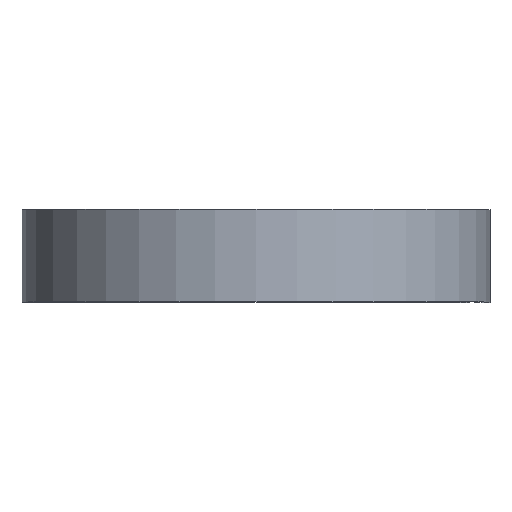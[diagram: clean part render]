
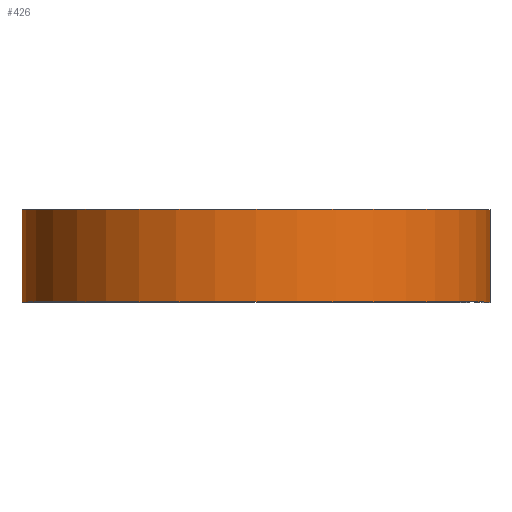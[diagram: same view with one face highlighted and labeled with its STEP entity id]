
A CAD part, top view. The second image highlights one B-rep face of the part: STEP entity #426.
In plain terms, the highlighted cylindrical face has radius 32.169 mm (diameter 64.338 mm), a partial arc.
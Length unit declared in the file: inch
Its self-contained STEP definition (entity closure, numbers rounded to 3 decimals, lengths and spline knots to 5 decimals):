
#43 = DIRECTION ( 'NONE',  ( 0., 1., 0. ) ) ;
#61 = LINE ( 'NONE', #135, #87 ) ;
#87 = VECTOR ( 'NONE', #408, 39.37008 ) ;
#96 = AXIS2_PLACEMENT_3D ( 'NONE', #153, #148, #204 ) ;
#113 = DIRECTION ( 'NONE',  ( 0., -1., 0. ) ) ;
#128 = CARTESIAN_POINT ( 'NONE',  ( 0., 0.25, -1.2665 ) ) ;
#135 = CARTESIAN_POINT ( 'NONE',  ( 1.2665, 0.25, 0. ) ) ;
#148 = DIRECTION ( 'NONE',  ( 0., 1., 0. ) ) ;
#153 = CARTESIAN_POINT ( 'NONE',  ( 0., 0.25, 0. ) ) ;
#182 = ORIENTED_EDGE ( 'NONE', *, *, #469, .T. ) ;
#204 = DIRECTION ( 'NONE',  ( 1., 0., 0. ) ) ;
#217 = CARTESIAN_POINT ( 'NONE',  ( 0., -0.25, 0. ) ) ;
#227 = CARTESIAN_POINT ( 'NONE',  ( 1.2665, 0.25, 0. ) ) ;
#279 = EDGE_CURVE ( 'NONE', #283, #604, #61, .T. ) ;
#283 = VERTEX_POINT ( 'NONE', #227 ) ;
#287 = CARTESIAN_POINT ( 'NONE',  ( 0., -0.25, -1.2665 ) ) ;
#317 = DIRECTION ( 'NONE',  ( 1., 0., 0. ) ) ;
#341 = AXIS2_PLACEMENT_3D ( 'NONE', #217, #43, #317 ) ;
#348 = VERTEX_POINT ( 'NONE', #287 ) ;
#349 = CARTESIAN_POINT ( 'NONE',  ( 0., 0.25, 0. ) ) ;
#393 = CARTESIAN_POINT ( 'NONE',  ( 0., 0.25, -1.2665 ) ) ;
#396 = DIRECTION ( 'NONE',  ( 0., -1., 0. ) ) ;
#408 = DIRECTION ( 'NONE',  ( 0., -1., 0. ) ) ;
#418 = VERTEX_POINT ( 'NONE', #393 ) ;
#426 = ADVANCED_FACE ( 'NONE', ( #632 ), #515, .T. ) ;
#444 = DIRECTION ( 'NONE',  ( 0., 0., -1. ) ) ;
#469 = EDGE_CURVE ( 'NONE', #418, #348, #517, .T. ) ;
#479 = EDGE_LOOP ( 'NONE', ( #543, #491, #728, #182 ) ) ;
#481 = CIRCLE ( 'NONE', #96, 1.2665 ) ;
#491 = ORIENTED_EDGE ( 'NONE', *, *, #279, .F. ) ;
#512 = AXIS2_PLACEMENT_3D ( 'NONE', #349, #396, #444 ) ;
#515 = CYLINDRICAL_SURFACE ( 'NONE', #512, 1.2665 ) ;
#517 = LINE ( 'NONE', #128, #641 ) ;
#543 = ORIENTED_EDGE ( 'NONE', *, *, #714, .T. ) ;
#573 = CARTESIAN_POINT ( 'NONE',  ( 1.2665, -0.25, 0. ) ) ;
#604 = VERTEX_POINT ( 'NONE', #573 ) ;
#612 = EDGE_CURVE ( 'NONE', #418, #283, #481, .T. ) ;
#632 = FACE_OUTER_BOUND ( 'NONE', #479, .T. ) ;
#641 = VECTOR ( 'NONE', #113, 39.37008 ) ;
#646 = CIRCLE ( 'NONE', #341, 1.2665 ) ;
#714 = EDGE_CURVE ( 'NONE', #348, #604, #646, .T. ) ;
#728 = ORIENTED_EDGE ( 'NONE', *, *, #612, .F. ) ;
